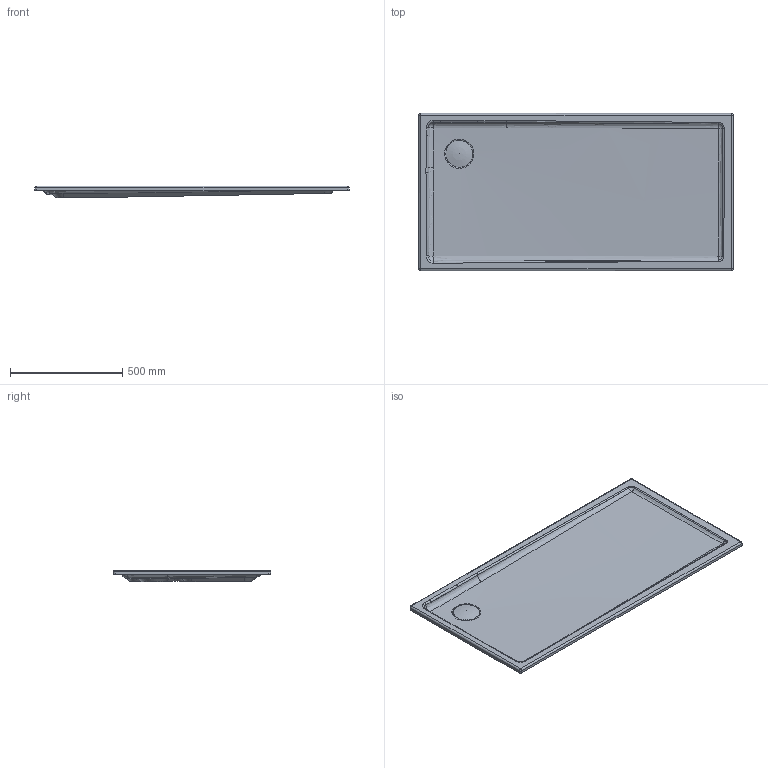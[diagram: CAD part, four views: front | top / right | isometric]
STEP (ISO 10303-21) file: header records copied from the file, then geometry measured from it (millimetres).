
FILE_DESCRIPTION((''),'2;1');
FILE_NAME('720124.stp','2013-06-27T20:25:33',('Administrator'),(''),'Autodesk Inventor 2011','Autodesk Inventor 2011','');
FILE_SCHEMA(('CONFIG_CONTROL_DESIGN'));
Length unit declared in the file: millimetre
Products named in the file (3): 720124; Stopfen_120
Assembly tree (2 placements, depth 2):
  720124
    720124
    Stopfen_120
Bounding box: 1400.25 x 700.51 x 53 mm (x, y, z)
Volume: 15097426.5 mm3; surface area: 2208774.4 mm2
Topology: 2 solids, 2 shells, 118 faces, 281 edges, 168 vertices
Faces by surface type: bspline 34, plane 29, cylinder 24, sphere 16, torus 9, cone 6
Full cylindrical faces by diameter (mm): 46.019 x1, 59.187 x1, 72.614 x1, 90 x1
Entity records: 8919 total; most frequent: CARTESIAN_POINT 6335, ORIENTED_EDGE 518, DIRECTION 445, EDGE_CURVE 259, AXIS2_PLACEMENT_3D 187, VERTEX_POINT 158, EDGE_LOOP 133, FACE_OUTER_BOUND 118
